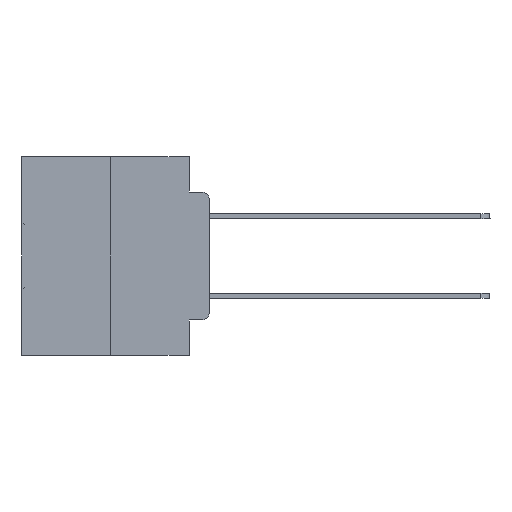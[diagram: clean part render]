
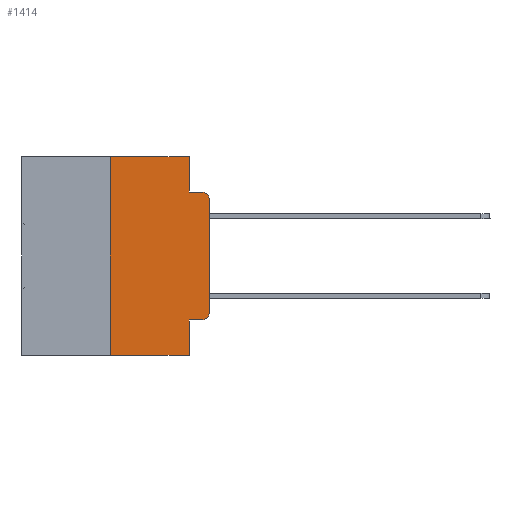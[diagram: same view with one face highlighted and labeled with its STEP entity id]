
A CAD part, left-side view. The second image highlights one B-rep face of the part: STEP entity #1414.
In plain terms, the highlighted planar face has unit normal (-1, 0, 0).
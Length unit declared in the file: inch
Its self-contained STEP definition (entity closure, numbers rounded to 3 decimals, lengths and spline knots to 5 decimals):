
#202 = ORIENTED_EDGE ( 'NONE', *, *, #9716, .T. ) ;
#336 = VECTOR ( 'NONE', #22671, 39.37008 ) ;
#806 = LINE ( 'NONE', #28459, #20859 ) ;
#941 = LINE ( 'NONE', #9266, #20589 ) ;
#1127 = CARTESIAN_POINT ( 'NONE',  ( 0., 0.051, -0.0885 ) ) ;
#1414 = ADVANCED_FACE ( 'NONE', ( #31491 ), #15016, .F. ) ;
#1507 = CARTESIAN_POINT ( 'NONE',  ( 0., 0.051, -0.4115 ) ) ;
#2434 = DIRECTION ( 'NONE',  ( 0., 0., -1. ) ) ;
#4436 = CARTESIAN_POINT ( 'NONE',  ( 0., 0.02, -0.3915 ) ) ;
#4813 = CARTESIAN_POINT ( 'NONE',  ( 0., 0.02, -0.1085 ) ) ;
#4866 = VERTEX_POINT ( 'NONE', #1507 ) ;
#4903 = ORIENTED_EDGE ( 'NONE', *, *, #21391, .T. ) ;
#4935 = EDGE_CURVE ( 'NONE', #10277, #21725, #941, .T. ) ;
#6454 = ORIENTED_EDGE ( 'NONE', *, *, #26193, .T. ) ;
#6823 = VERTEX_POINT ( 'NONE', #33121 ) ;
#6955 = VERTEX_POINT ( 'NONE', #18011 ) ;
#7350 = DIRECTION ( 'NONE',  ( 0., -1., 0. ) ) ;
#7840 = CARTESIAN_POINT ( 'NONE',  ( 0., 0.051, -0.5 ) ) ;
#8042 = VERTEX_POINT ( 'NONE', #7840 ) ;
#8080 = CARTESIAN_POINT ( 'NONE',  ( 0., 0., 0. ) ) ;
#8235 = CARTESIAN_POINT ( 'NONE',  ( 0., 0.051, -0.4115 ) ) ;
#8535 = VERTEX_POINT ( 'NONE', #20651 ) ;
#9266 = CARTESIAN_POINT ( 'NONE',  ( 0., 0.051, -0.0885 ) ) ;
#9667 = VERTEX_POINT ( 'NONE', #18647 ) ;
#9716 = EDGE_CURVE ( 'NONE', #26233, #8535, #24902, .T. ) ;
#9762 = EDGE_CURVE ( 'NONE', #28129, #6955, #19280, .T. ) ;
#9830 = DIRECTION ( 'NONE',  ( 0., 0., -1. ) ) ;
#9958 = CARTESIAN_POINT ( 'NONE',  ( 0., 0.473, -0.5 ) ) ;
#10065 = VECTOR ( 'NONE', #29187, 39.37008 ) ;
#10154 = ORIENTED_EDGE ( 'NONE', *, *, #11024, .T. ) ;
#10277 = VERTEX_POINT ( 'NONE', #1127 ) ;
#10577 = EDGE_CURVE ( 'NONE', #6955, #10277, #806, .T. ) ;
#10653 = DIRECTION ( 'NONE',  ( 0., 0., 1. ) ) ;
#11024 = EDGE_CURVE ( 'NONE', #9667, #8042, #13246, .T. ) ;
#11330 = CIRCLE ( 'NONE', #20927, 0.02 ) ;
#11521 = LINE ( 'NONE', #32379, #11937 ) ;
#11937 = VECTOR ( 'NONE', #9830, 39.37008 ) ;
#12173 = DIRECTION ( 'NONE',  ( -1., 0., 0. ) ) ;
#13159 = DIRECTION ( 'NONE',  ( 0., 0., -1. ) ) ;
#13246 = LINE ( 'NONE', #9958, #10065 ) ;
#13368 = AXIS2_PLACEMENT_3D ( 'NONE', #27751, #25418, #20135 ) ;
#14071 = AXIS2_PLACEMENT_3D ( 'NONE', #4436, #12173, #30075 ) ;
#14783 = EDGE_LOOP ( 'NONE', ( #202, #4903, #15624, #31150, #30634, #15594, #10154, #25179, #31621, #6454 ) ) ;
#15016 = PLANE ( 'NONE',  #13368 ) ;
#15594 = ORIENTED_EDGE ( 'NONE', *, *, #23921, .F. ) ;
#15624 = ORIENTED_EDGE ( 'NONE', *, *, #4935, .F. ) ;
#16537 = CARTESIAN_POINT ( 'NONE',  ( 0., 0.02, -0.0885 ) ) ;
#17283 = VECTOR ( 'NONE', #26227, 39.37008 ) ;
#17556 = DIRECTION ( 'NONE',  ( -1., 0., 0. ) ) ;
#18011 = CARTESIAN_POINT ( 'NONE',  ( 0., 0.051, 0. ) ) ;
#18647 = CARTESIAN_POINT ( 'NONE',  ( 0., 0.25, -0.5 ) ) ;
#19106 = EDGE_CURVE ( 'NONE', #4866, #8042, #11521, .T. ) ;
#19280 = LINE ( 'NONE', #24051, #30880 ) ;
#20135 = DIRECTION ( 'NONE',  ( 0., 0., -1. ) ) ;
#20422 = CARTESIAN_POINT ( 'NONE',  ( 0., 0.25, 0. ) ) ;
#20473 = VECTOR ( 'NONE', #10653, 39.37008 ) ;
#20589 = VECTOR ( 'NONE', #7350, 39.37008 ) ;
#20651 = CARTESIAN_POINT ( 'NONE',  ( 0., 0., -0.1085 ) ) ;
#20859 = VECTOR ( 'NONE', #13159, 39.37008 ) ;
#20927 = AXIS2_PLACEMENT_3D ( 'NONE', #4813, #17556, #2434 ) ;
#21391 = EDGE_CURVE ( 'NONE', #8535, #21725, #11330, .T. ) ;
#21725 = VERTEX_POINT ( 'NONE', #16537 ) ;
#22671 = DIRECTION ( 'NONE',  ( 0., 0., 1. ) ) ;
#23921 = EDGE_CURVE ( 'NONE', #9667, #28129, #31617, .T. ) ;
#24051 = CARTESIAN_POINT ( 'NONE',  ( 0., 0.473, 0. ) ) ;
#24095 = LINE ( 'NONE', #8235, #17283 ) ;
#24170 = DIRECTION ( 'NONE',  ( 0., -1., 0. ) ) ;
#24902 = LINE ( 'NONE', #8080, #20473 ) ;
#25179 = ORIENTED_EDGE ( 'NONE', *, *, #19106, .F. ) ;
#25418 = DIRECTION ( 'NONE',  ( 1., 0., 0. ) ) ;
#26193 = EDGE_CURVE ( 'NONE', #6823, #26233, #31422, .T. ) ;
#26227 = DIRECTION ( 'NONE',  ( 0., -1., 0. ) ) ;
#26233 = VERTEX_POINT ( 'NONE', #30829 ) ;
#27751 = CARTESIAN_POINT ( 'NONE',  ( 0., 0.473, 0. ) ) ;
#28129 = VERTEX_POINT ( 'NONE', #30240 ) ;
#28459 = CARTESIAN_POINT ( 'NONE',  ( 0., 0.051, 0. ) ) ;
#29187 = DIRECTION ( 'NONE',  ( 0., -1., 0. ) ) ;
#30075 = DIRECTION ( 'NONE',  ( 0., 0., -1. ) ) ;
#30240 = CARTESIAN_POINT ( 'NONE',  ( 0., 0.25, 0. ) ) ;
#30634 = ORIENTED_EDGE ( 'NONE', *, *, #9762, .F. ) ;
#30829 = CARTESIAN_POINT ( 'NONE',  ( 0., 0., -0.3915 ) ) ;
#30880 = VECTOR ( 'NONE', #24170, 39.37008 ) ;
#31150 = ORIENTED_EDGE ( 'NONE', *, *, #10577, .F. ) ;
#31422 = CIRCLE ( 'NONE', #14071, 0.02 ) ;
#31491 = FACE_OUTER_BOUND ( 'NONE', #14783, .T. ) ;
#31617 = LINE ( 'NONE', #20422, #336 ) ;
#31621 = ORIENTED_EDGE ( 'NONE', *, *, #33137, .T. ) ;
#32379 = CARTESIAN_POINT ( 'NONE',  ( 0., 0.051, 0. ) ) ;
#33121 = CARTESIAN_POINT ( 'NONE',  ( 0., 0.02, -0.4115 ) ) ;
#33137 = EDGE_CURVE ( 'NONE', #4866, #6823, #24095, .T. ) ;
